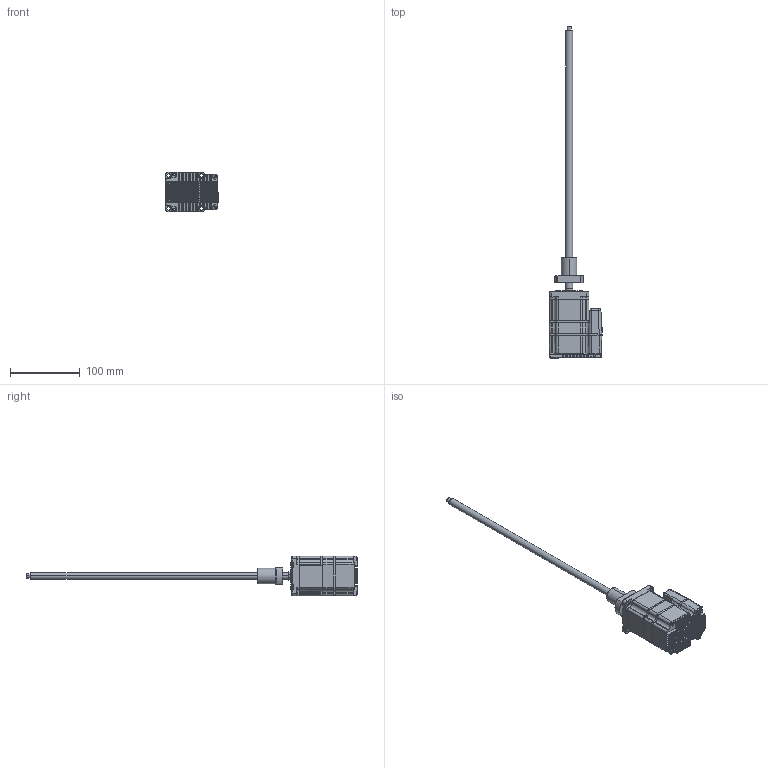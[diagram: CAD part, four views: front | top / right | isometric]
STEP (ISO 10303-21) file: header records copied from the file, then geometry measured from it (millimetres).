
FILE_DESCRIPTION (( 'STEP AP203' ), '1' );
FILE_NAME ('TSM23Q-2RG-B1010-375-FF1-S.STEP', '2021-08-02T09:23:00', ( '' ), ( '' ), 'SwSTEP 2.0', 'SolidWorks 2014', '' );
FILE_SCHEMA (( 'CONFIG_CONTROL_DESIGN' ));
Length unit declared in the file: millimetre
Products named in the file (1): TSM23Q-2RG-B1010-375-FF1-S
Bounding box: 76.76 x 476.15 x 57.09 mm (x, y, z)
Surface area: 62034.7 mm2 (no closed solid volume)
Topology: 0 solids, 25 shells, 811 faces, 2798 edges, 1936 vertices
Faces by surface type: plane 340, cylinder 246, bspline 161, cone 54, sphere 10
Entity records: 36072 total; most frequent: CARTESIAN_POINT 13775, ORIENTED_EDGE 4620, DIRECTION 4114, EDGE_CURVE 2792, VERTEX_POINT 1932, VECTOR 1518, LINE 1518, AXIS2_PLACEMENT_3D 1298
